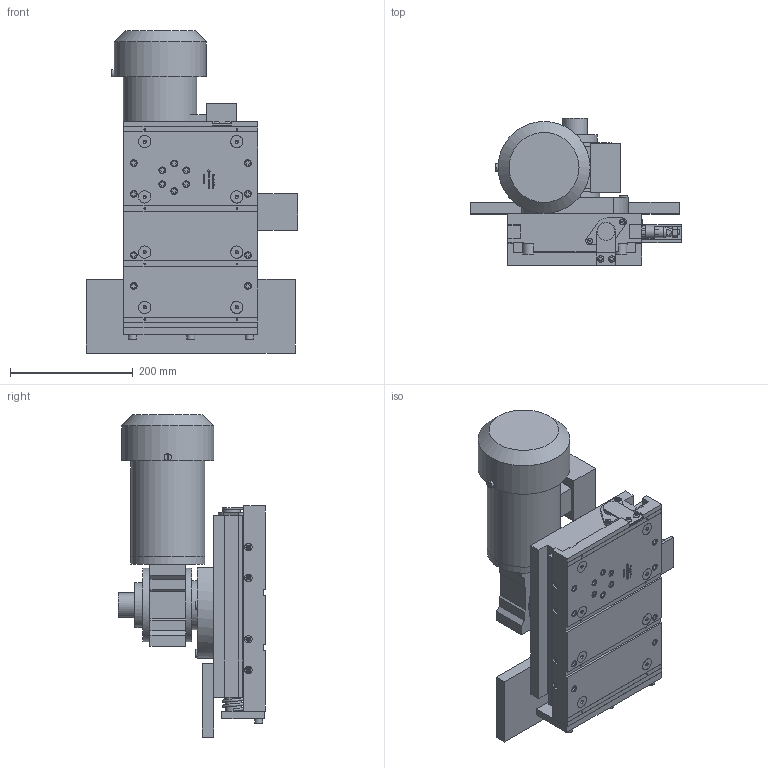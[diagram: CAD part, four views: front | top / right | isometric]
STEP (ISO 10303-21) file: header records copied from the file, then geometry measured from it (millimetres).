
FILE_DESCRIPTION(('STEP AP214'),'1');
FILE_NAME('TP100.stp','2016-12-12T11:58:01',(' '),(' '),'Spatial InterOp 3D',' ',' ');
FILE_SCHEMA(('automotive_design'));
Length unit declared in the file: millimetre
Products named in the file (76): Assembly1; Part10; Part11; Part112; Part116; Part157; Part121; Part147; Part133; Part128; Part95; Part97; Part104; Part106; Part59; Part63; Part49; Part51; Part52; Part54; Part58; Part66; Part74; Nut : Standard - M14,0 x 170,434; Part82; Part83; Part84; Part86; Part87; Part88; Part90; Part125; Text2430; Screw : Cheese - M8,0 x 50,0; Screw : Hex - M8,0 x 35,0
Assembly tree (75 placements, depth 2):
  Assembly1
    Part10
    Part11
    Part112
    Part112
    Part112
    Part112
    Part116
    Part116
    Part116
    Part116
    Part157
    Part157
    Part157
    Part121
    Part121
    Part121
    Part157
    Part157
    Part157
    Part147
    Part147
    Part147
    Part147
    Part147
    Part147
    Part147
    Part147
    Part133
    Part133
    Part133
    Part133
    Part133
    Part133
    Part133
    Part133
    Part133
    Part133
    Part133
    Part133
    Part133
    Part133
    Part128
    Part128
    Part128
    Part95
    Part97
    Part104
    Part104
    Part106
    Part106
    Part59
    Part63
    Part49
    Part51
    Part52
    Part54
    Part58
    Part66
    Part66
Bounding box: 344 x 241 x 525 mm (x, y, z)
Volume: 11471632.6 mm3; surface area: 1039625.3 mm2
Topology: 107 solids, 107 shells, 2346 faces, 6023 edges, 3964 vertices
Faces by surface type: plane 1989, cone 166, cylinder 161, torus 25, bspline 5
Full cylindrical faces by diameter (mm): 2.5 x8, 4 x10, 5.25 x1, 6 x18, 8 x14, 9 x2, 10 x19, 11 x14, 11.763 x1, 12 x5, 13 x12, 15 x3, 18 x1, 20 x17, 26 x3, 29 x1, 40 x4, 62 x1, 73 x1, 80 x1, 120 x3, 150 x1, 174 x1
Entity records: 91908 total; most frequent: CARTESIAN_POINT 15567, ORIENTED_EDGE 11388, DIRECTION 10940, EDGE_CURVE 5694, LINE 5006, VECTOR 5006, VERTEX_POINT 3920, AXIS2_PLACEMENT_3D 2967
